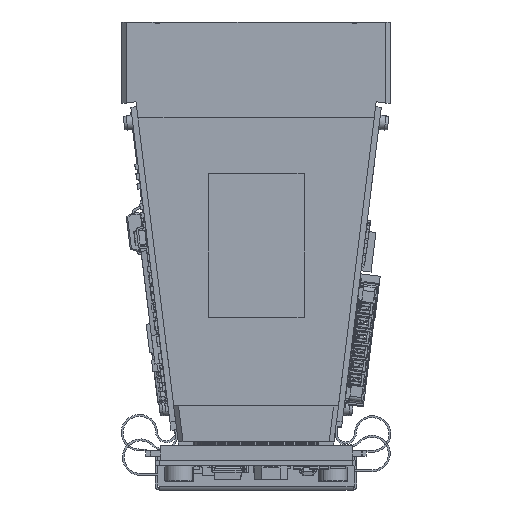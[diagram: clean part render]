
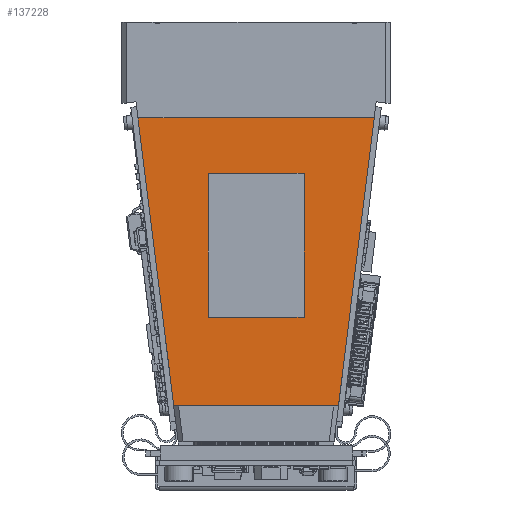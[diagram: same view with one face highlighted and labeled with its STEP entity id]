
A CAD part, front view. The second image highlights one B-rep face of the part: STEP entity #137228.
In plain terms, the highlighted planar face has unit normal (0, -1, 0).
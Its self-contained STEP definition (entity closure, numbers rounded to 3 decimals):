
#620 = VECTOR ( 'NONE', #35493, 1000. ) ;
#12868 = CARTESIAN_POINT ( 'NONE',  ( -8.577, -19., -40. ) ) ;
#14803 = CARTESIAN_POINT ( 'NONE',  ( 12.511, -19., -8.315 ) ) ;
#15947 = EDGE_CURVE ( 'NONE', #176231, #170758, #48002, .T. ) ;
#35493 = DIRECTION ( 'NONE',  ( 0.123, 0., 0.992 ) ) ;
#40496 = CARTESIAN_POINT ( 'NONE',  ( 8.577, -19., -40. ) ) ;
#47680 = ORIENTED_EDGE ( 'NONE', *, *, #15947, .T. ) ;
#48002 = LINE ( 'NONE', #68668, #260696 ) ;
#51911 = CARTESIAN_POINT ( 'NONE',  ( -14., -19., -40. ) ) ;
#66259 = DIRECTION ( 'NONE',  ( 0., -1., 0. ) ) ;
#68668 = CARTESIAN_POINT ( 'NONE',  ( -12.511, -19., -8.315 ) ) ;
#72595 = DIRECTION ( 'NONE',  ( 1., 0., 0. ) ) ;
#91924 = VECTOR ( 'NONE', #208660, 1000. ) ;
#96952 = ORIENTED_EDGE ( 'NONE', *, *, #138348, .T. ) ;
#104809 = EDGE_LOOP ( 'NONE', ( #47680, #266929, #132518, #96952 ) ) ;
#115813 = CARTESIAN_POINT ( 'NONE',  ( -12.302, -19., -10. ) ) ;
#118477 = EDGE_CURVE ( 'NONE', #161689, #201678, #164796, .T. ) ;
#130749 = DIRECTION ( 'NONE',  ( 0.123, 0., -0.992 ) ) ;
#132518 = ORIENTED_EDGE ( 'NONE', *, *, #118477, .T. ) ;
#133784 = LINE ( 'NONE', #51911, #181999 ) ;
#137228 = ADVANCED_FACE ( 'NONE', ( #199077 ), #188571, .T. ) ;
#138348 = EDGE_CURVE ( 'NONE', #201678, #176231, #207843, .T. ) ;
#161689 = VERTEX_POINT ( 'NONE', #40496 ) ;
#164796 = LINE ( 'NONE', #14803, #620 ) ;
#170758 = VERTEX_POINT ( 'NONE', #12868 ) ;
#176231 = VERTEX_POINT ( 'NONE', #115813 ) ;
#180249 = AXIS2_PLACEMENT_3D ( 'NONE', #189457, #66259, #210184 ) ;
#181999 = VECTOR ( 'NONE', #72595, 1000. ) ;
#187920 = CARTESIAN_POINT ( 'NONE',  ( -14., -19., -10. ) ) ;
#188571 = PLANE ( 'NONE',  #180249 ) ;
#189457 = CARTESIAN_POINT ( 'NONE',  ( 0., -19., 0. ) ) ;
#199077 = FACE_OUTER_BOUND ( 'NONE', #104809, .T. ) ;
#201678 = VERTEX_POINT ( 'NONE', #204294 ) ;
#204294 = CARTESIAN_POINT ( 'NONE',  ( 12.302, -19., -10. ) ) ;
#207843 = LINE ( 'NONE', #187920, #91924 ) ;
#208660 = DIRECTION ( 'NONE',  ( -1., 0., 0. ) ) ;
#210184 = DIRECTION ( 'NONE',  ( 0., 0., -1. ) ) ;
#227602 = EDGE_CURVE ( 'NONE', #170758, #161689, #133784, .T. ) ;
#260696 = VECTOR ( 'NONE', #130749, 1000. ) ;
#266929 = ORIENTED_EDGE ( 'NONE', *, *, #227602, .T. ) ;
